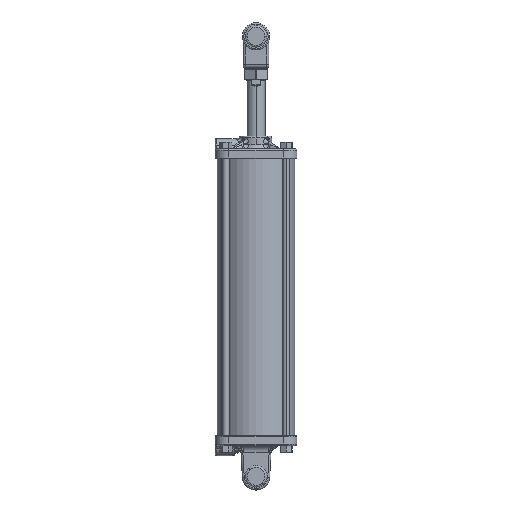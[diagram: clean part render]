
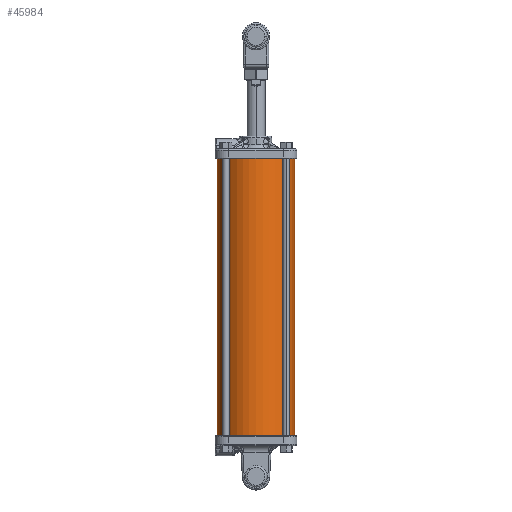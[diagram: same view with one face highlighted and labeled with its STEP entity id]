
A CAD part, left-side view. The second image highlights one B-rep face of the part: STEP entity #45984.
In plain terms, the highlighted cylindrical face has radius 53.975 mm (diameter 107.95 mm), a partial arc.
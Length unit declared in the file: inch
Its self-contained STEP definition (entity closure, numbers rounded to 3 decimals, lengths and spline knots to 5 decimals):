
#1564 = AXIS2_PLACEMENT_3D ( 'NONE', #47696, #23143, #39322 ) ;
#2779 = DIRECTION ( 'NONE',  ( 0., 0., 1. ) ) ;
#7910 = VECTOR ( 'NONE', #39417, 39.37008 ) ;
#8098 = ORIENTED_EDGE ( 'NONE', *, *, #12104, .T. ) ;
#9277 = VERTEX_POINT ( 'NONE', #44293 ) ;
#9559 = AXIS2_PLACEMENT_3D ( 'NONE', #45721, #2779, #39685 ) ;
#9598 = FACE_OUTER_BOUND ( 'NONE', #19197, .T. ) ;
#9612 = DIRECTION ( 'NONE',  ( 0., 0., 1. ) ) ;
#11188 = EDGE_CURVE ( 'NONE', #9277, #52397, #42406, .T. ) ;
#12104 = EDGE_CURVE ( 'NONE', #21984, #9277, #12971, .T. ) ;
#12971 = CIRCLE ( 'NONE', #30167, 2.125 ) ;
#13309 = VECTOR ( 'NONE', #23463, 39.37008 ) ;
#14032 = ORIENTED_EDGE ( 'NONE', *, *, #39249, .F. ) ;
#14517 = EDGE_CURVE ( 'NONE', #21984, #27687, #39917, .T. ) ;
#15142 = CARTESIAN_POINT ( 'NONE',  ( -2.125, 0., -15.5 ) ) ;
#17100 = ORIENTED_EDGE ( 'NONE', *, *, #14517, .F. ) ;
#19197 = EDGE_LOOP ( 'NONE', ( #17100, #8098, #48397, #14032 ) ) ;
#21984 = VERTEX_POINT ( 'NONE', #50679 ) ;
#23143 = DIRECTION ( 'NONE',  ( 0., 0., 1. ) ) ;
#23463 = DIRECTION ( 'NONE',  ( 0., 0., 1. ) ) ;
#25244 = CARTESIAN_POINT ( 'NONE',  ( 0., 0., -15.5 ) ) ;
#27687 = VERTEX_POINT ( 'NONE', #37691 ) ;
#30167 = AXIS2_PLACEMENT_3D ( 'NONE', #25244, #9612, #50049 ) ;
#36708 = CARTESIAN_POINT ( 'NONE',  ( 2.125, 0., 0. ) ) ;
#36851 = CIRCLE ( 'NONE', #1564, 2.125 ) ;
#37691 = CARTESIAN_POINT ( 'NONE',  ( -2.125, 0., 0. ) ) ;
#39249 = EDGE_CURVE ( 'NONE', #27687, #52397, #36851, .T. ) ;
#39322 = DIRECTION ( 'NONE',  ( 1., 0., 0. ) ) ;
#39417 = DIRECTION ( 'NONE',  ( 0., 0., 1. ) ) ;
#39685 = DIRECTION ( 'NONE',  ( 1., 0., 0. ) ) ;
#39917 = LINE ( 'NONE', #15142, #13309 ) ;
#42406 = LINE ( 'NONE', #50761, #7910 ) ;
#44293 = CARTESIAN_POINT ( 'NONE',  ( 2.125, 0., -15.5 ) ) ;
#45721 = CARTESIAN_POINT ( 'NONE',  ( 0., 0., -15.5 ) ) ;
#45984 = ADVANCED_FACE ( 'NONE', ( #9598 ), #49771, .T. ) ;
#47696 = CARTESIAN_POINT ( 'NONE',  ( 0., 0., 0. ) ) ;
#48397 = ORIENTED_EDGE ( 'NONE', *, *, #11188, .T. ) ;
#49771 = CYLINDRICAL_SURFACE ( 'NONE', #9559, 2.125 ) ;
#50049 = DIRECTION ( 'NONE',  ( 1., 0., 0. ) ) ;
#50679 = CARTESIAN_POINT ( 'NONE',  ( -2.125, 0., -15.5 ) ) ;
#50761 = CARTESIAN_POINT ( 'NONE',  ( 2.125, 0., -15.5 ) ) ;
#52397 = VERTEX_POINT ( 'NONE', #36708 ) ;
